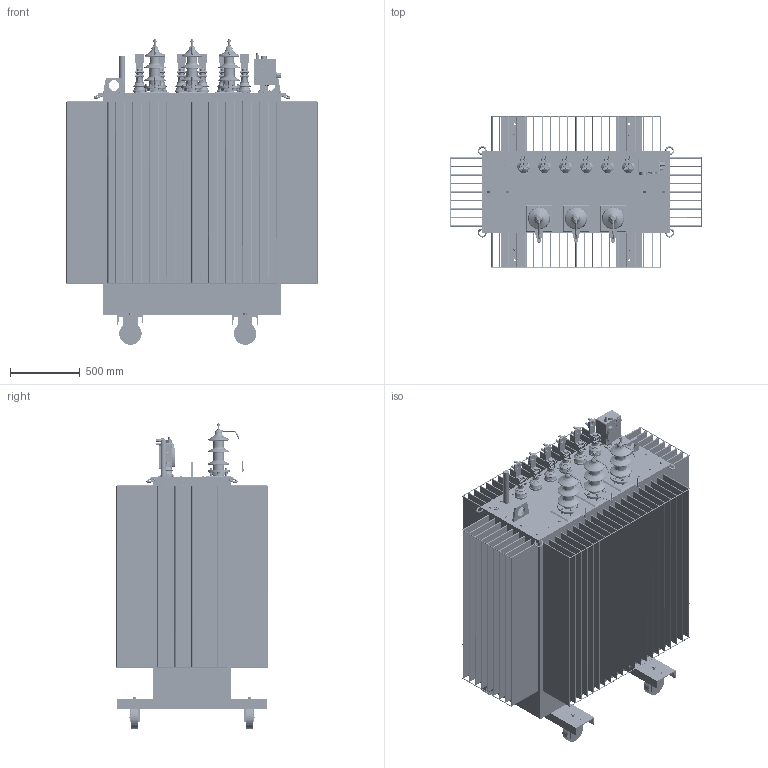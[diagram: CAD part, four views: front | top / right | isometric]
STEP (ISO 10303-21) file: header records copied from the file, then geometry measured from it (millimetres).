
FILE_DESCRIPTION((''),'2;1');
FILE_NAME('TR_blokk_cadforum.stp','2014-02-11T11:49:35',(''),(''),'Mechanical Desktop 2011','Mechanical Desktop 2011',', , ');
FILE_SCHEMA(('CONFIG_CONTROL_DESIGN'));
Length unit declared in the file: millimetre
Products named in the file (7): Product; TR-kisszigetelő-kapocs_blokk2; RIS; Számlap; RIS-felfogatások; TR-kisszigetelő-blokknak; TR-nagyszigetelő-blokknak
Assembly tree (18 placements, depth 3):
  Product
    TR-kisszigetelő-kapocs_blokk2  x6
    RIS
      Számlap
      RIS-felfogatások
    TR-kisszigetelő-blokknak  x6
    TR-nagyszigetelő-blokknak  x3
Bounding box: 1805.05 x 1091.09 x 2185 mm (x, y, z)
Volume: 1311294727.5 mm3; surface area: 56992817.1 mm2
Topology: 409 solids, 409 shells, 4270 faces, 10528 edges, 7232 vertices
Faces by surface type: plane 1720, cylinder 1201, bspline 899, sphere 182, cone 138, torus 130
Entity records: 71165 total; most frequent: CARTESIAN_POINT 22767, DIRECTION 9941, ORIENTED_EDGE 8880, EDGE_CURVE 4440, AXIS2_PLACEMENT_3D 3691, VERTEX_POINT 2899, VECTOR 2559, LINE 2559
